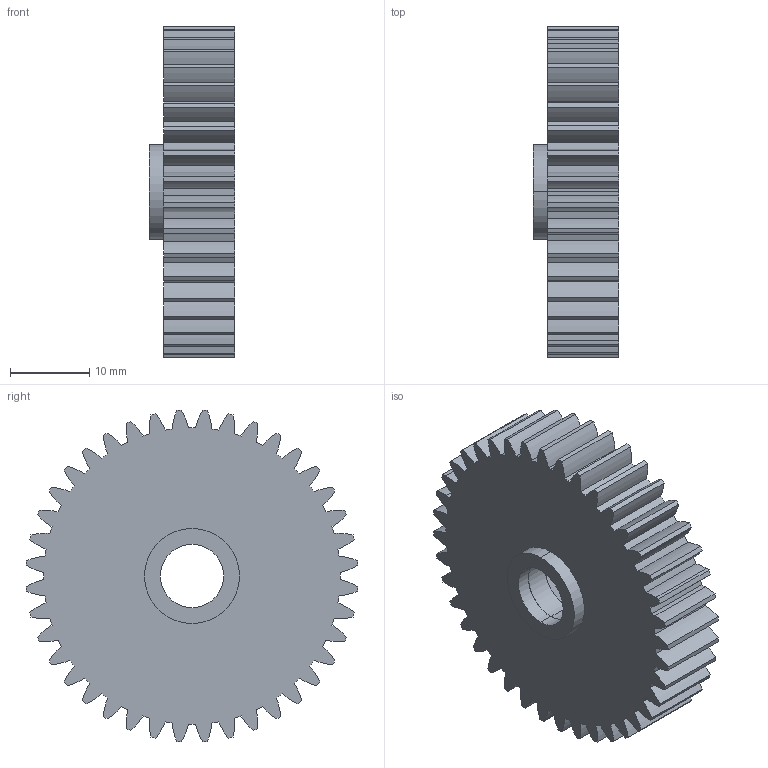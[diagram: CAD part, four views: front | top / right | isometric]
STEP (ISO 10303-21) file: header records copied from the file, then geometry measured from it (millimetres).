
FILE_DESCRIPTION (( 'STEP AP214' ), '1' );
FILE_NAME ('SS2K 40T Mod1 Spur Gear.STEP', '2021-12-16T23:27:52', ( '' ), ( '' ), 'SwSTEP 2.0', 'SolidWorks 2022', '' );
FILE_SCHEMA (( 'AUTOMOTIVE_DESIGN' ));
Length unit declared in the file: millimetre
Products named in the file (1): SS2K 40T Mod1 Spur Gear
Bounding box: 10.8 x 41.91 x 41.91 mm (x, y, z)
Volume: 10215.7 mm3; surface area: 5115.3 mm2
Topology: 1 solids, 1 shells, 202 faces, 585 edges, 388 vertices
Faces by surface type: cylinder 171, plane 31
Entity records: 6883 total; most frequent: DIRECTION 1335, CARTESIAN_POINT 1176, ORIENTED_EDGE 1170, EDGE_CURVE 585, AXIS2_PLACEMENT_3D 547, VERTEX_POINT 388, CIRCLE 344, VECTOR 241
